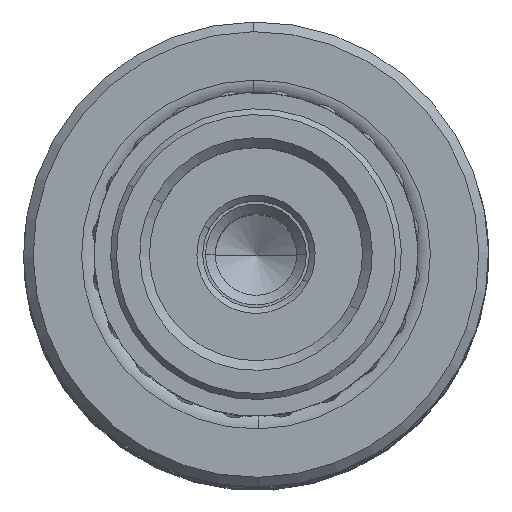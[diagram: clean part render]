
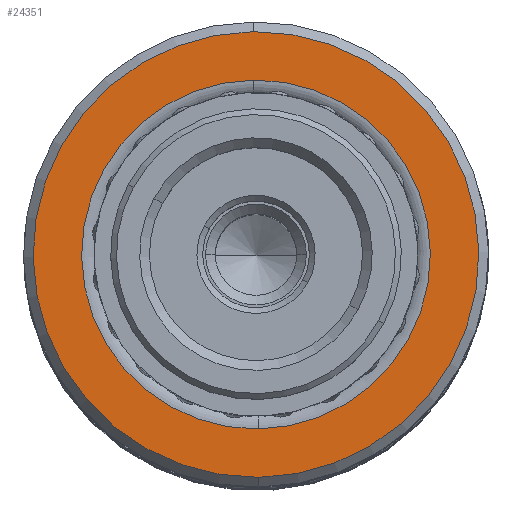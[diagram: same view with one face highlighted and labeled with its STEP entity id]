
A CAD part, top view. The second image highlights one B-rep face of the part: STEP entity #24351.
In plain terms, the highlighted face is planar.
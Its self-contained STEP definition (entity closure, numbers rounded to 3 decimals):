
#639 = DIRECTION ( 'NONE',  ( 1., 0., 0. ) ) ;
#1588 = CARTESIAN_POINT ( 'NONE',  ( 0., 0., 0. ) ) ;
#1639 = CARTESIAN_POINT ( 'NONE',  ( -9., 0., 0. ) ) ;
#2929 = VERTEX_POINT ( 'NONE', #1639 ) ;
#3705 = ORIENTED_EDGE ( 'NONE', *, *, #21064, .T. ) ;
#4238 = DIRECTION ( 'NONE',  ( 0., 0., 1. ) ) ;
#5181 = AXIS2_PLACEMENT_3D ( 'NONE', #32183, #16472, #639 ) ;
#6945 = CARTESIAN_POINT ( 'NONE',  ( -11.5, 0., 0. ) ) ;
#8206 = FACE_BOUND ( 'NONE', #10412, .T. ) ;
#9338 = VERTEX_POINT ( 'NONE', #31315 ) ;
#10412 = EDGE_LOOP ( 'NONE', ( #3705, #23460 ) ) ;
#10481 = CIRCLE ( 'NONE', #20219, 11.5 ) ;
#11178 = DIRECTION ( 'NONE',  ( 0., 0., -1. ) ) ;
#11980 = PLANE ( 'NONE',  #33687 ) ;
#12723 = CARTESIAN_POINT ( 'NONE',  ( 0., 0., 0. ) ) ;
#12852 = EDGE_CURVE ( 'NONE', #26677, #9338, #13040, .T. ) ;
#13040 = CIRCLE ( 'NONE', #23539, 11.5 ) ;
#14009 = EDGE_CURVE ( 'NONE', #2929, #33001, #26638, .T. ) ;
#14193 = DIRECTION ( 'NONE',  ( 0., 0., -1. ) ) ;
#14406 = EDGE_LOOP ( 'NONE', ( #16679, #28086 ) ) ;
#15275 = FACE_OUTER_BOUND ( 'NONE', #14406, .T. ) ;
#15364 = DIRECTION ( 'NONE',  ( 1., 0., 0. ) ) ;
#16472 = DIRECTION ( 'NONE',  ( 0., 0., 1. ) ) ;
#16679 = ORIENTED_EDGE ( 'NONE', *, *, #33366, .T. ) ;
#20219 = AXIS2_PLACEMENT_3D ( 'NONE', #26956, #11178, #29589 ) ;
#21064 = EDGE_CURVE ( 'NONE', #33001, #2929, #31809, .T. ) ;
#22702 = DIRECTION ( 'NONE',  ( 1., 0., 0. ) ) ;
#23460 = ORIENTED_EDGE ( 'NONE', *, *, #14009, .T. ) ;
#23539 = AXIS2_PLACEMENT_3D ( 'NONE', #29938, #14193, #32556 ) ;
#23983 = AXIS2_PLACEMENT_3D ( 'NONE', #12723, #31093, #15364 ) ;
#24351 = ADVANCED_FACE ( 'NONE', ( #8206, #15275 ), #11980, .F. ) ;
#26638 = CIRCLE ( 'NONE', #23983, 9. ) ;
#26677 = VERTEX_POINT ( 'NONE', #6945 ) ;
#26956 = CARTESIAN_POINT ( 'NONE',  ( 0., 0., 0. ) ) ;
#28086 = ORIENTED_EDGE ( 'NONE', *, *, #12852, .T. ) ;
#29589 = DIRECTION ( 'NONE',  ( 1., 0., 0. ) ) ;
#29938 = CARTESIAN_POINT ( 'NONE',  ( 0., 0., 0. ) ) ;
#31093 = DIRECTION ( 'NONE',  ( 0., 0., 1. ) ) ;
#31315 = CARTESIAN_POINT ( 'NONE',  ( 11.5, 0., 0. ) ) ;
#31809 = CIRCLE ( 'NONE', #5181, 9. ) ;
#32183 = CARTESIAN_POINT ( 'NONE',  ( 0., 0., 0. ) ) ;
#32556 = DIRECTION ( 'NONE',  ( 1., 0., 0. ) ) ;
#33001 = VERTEX_POINT ( 'NONE', #33177 ) ;
#33177 = CARTESIAN_POINT ( 'NONE',  ( 9., 0., 0. ) ) ;
#33366 = EDGE_CURVE ( 'NONE', #9338, #26677, #10481, .T. ) ;
#33687 = AXIS2_PLACEMENT_3D ( 'NONE', #1588, #4238, #22702 ) ;
